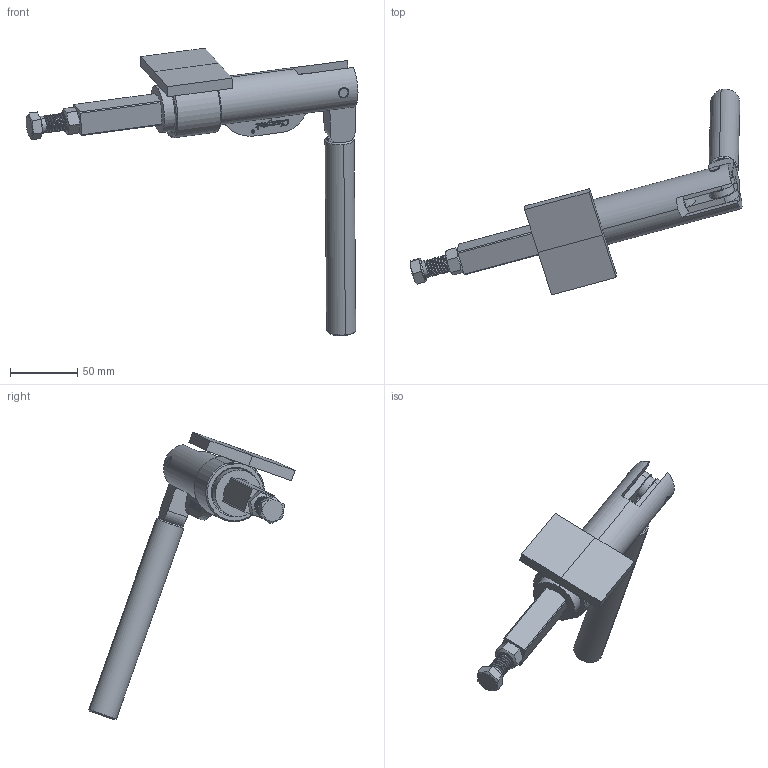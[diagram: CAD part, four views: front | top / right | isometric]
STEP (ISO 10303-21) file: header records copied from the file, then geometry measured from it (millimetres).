
FILE_DESCRIPTION (( 'STEP AP203' ), '1' );
FILE_NAME ('CH-30519M.STEP', '2017-11-28T10:59:16', ( 'Windows' ), ( 'Microsoft' ), 'SwSTEP 2.0', 'SolidWorks 2015', '' );
FILE_SCHEMA (( 'CONFIG_CONTROL_DESIGN' ));
Length unit declared in the file: millimetre
Products named in the file (14): CH-30519M-03 HANDLE; CH-30519M-11; CH-30519M-05 CREST STALK; CH-30519M-09; CH-30519M-02 LEAD TUBE; M12 Nut; CH-30519M-04 CONNECTING-PLATE; M12X50; CH-30519M-10; 30519-01_默认<按加工>; CH-30519M-07; CH-30519M; CH-30519M-06; CH-30519M-08
Assembly tree (14 placements, depth 2):
  CH-30519M
    CH-30519M-05 CREST STALK
    CH-30519M-02 LEAD TUBE
    CH-30519M-04 CONNECTING-PLATE
    CH-30519M-10  x2
    CH-30519M-07
    CH-30519M-06
    CH-30519M-08
    CH-30519M-03 HANDLE
    CH-30519M-11
    CH-30519M-09
    M12 Nut
    M12X50
    30519-01_默认<按加工>
Bounding box: 246.48 x 153.21 x 213.62 mm (x, y, z)
Volume: 223986.5 mm3; surface area: 105099.4 mm2
Topology: 21 solids, 21 shells, 3616 faces, 10107 edges, 6558 vertices
Faces by surface type: plane 2065, cylinder 1210, bspline 259, cone 80, torus 2
Entity records: 111224 total; most frequent: CARTESIAN_POINT 36761, ORIENTED_EDGE 16556, DIRECTION 13664, EDGE_CURVE 8278, VERTEX_POINT 5342, AXIS2_PLACEMENT_3D 4788, VECTOR 4088, LINE 4088
